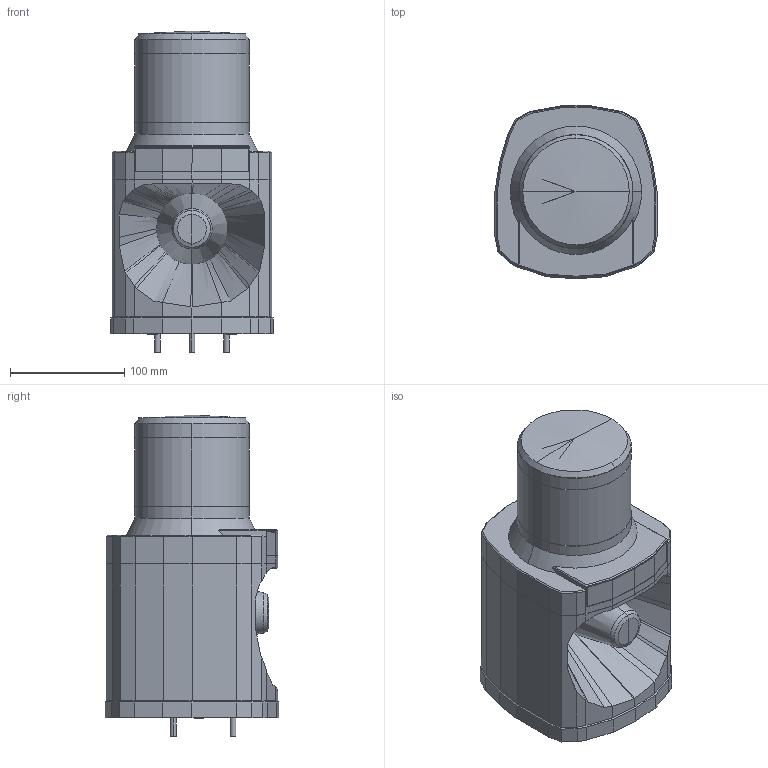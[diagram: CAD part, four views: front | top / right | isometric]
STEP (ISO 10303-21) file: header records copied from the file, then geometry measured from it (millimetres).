
FILE_DESCRIPTION (( 'STEP AP214' ), '1' );
FILE_NAME ('LKEH-102FEPUL-R.step', '2019-03-26T15:51:29', ( '' ), ( '' ), 'SwSTEP 2.0', 'SolidWorks 2018', '' );
FILE_SCHEMA (( 'AUTOMOTIVE_DESIGN' ));
Length unit declared in the file: inch
Products named in the file (1): LKEH-102FEPUL-R
Bounding box: 142 x 152 x 281.9 mm (x, y, z)
Volume: 3326769.7 mm3; surface area: 175772.5 mm2
Topology: 1 solids, 1 shells, 262 faces, 662 edges, 405 vertices
Faces by surface type: plane 180, bspline 42, cylinder 20, cone 20
Entity records: 8131 total; most frequent: CARTESIAN_POINT 2078, ORIENTED_EDGE 1308, DIRECTION 1127, EDGE_CURVE 654, VECTOR 539, LINE 539, VERTEX_POINT 405, AXIS2_PLACEMENT_3D 294
